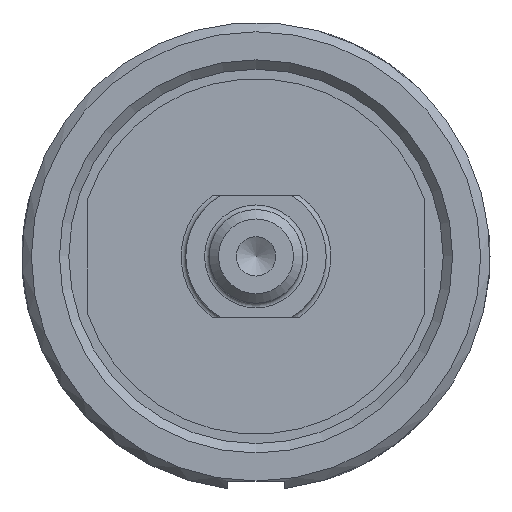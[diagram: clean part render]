
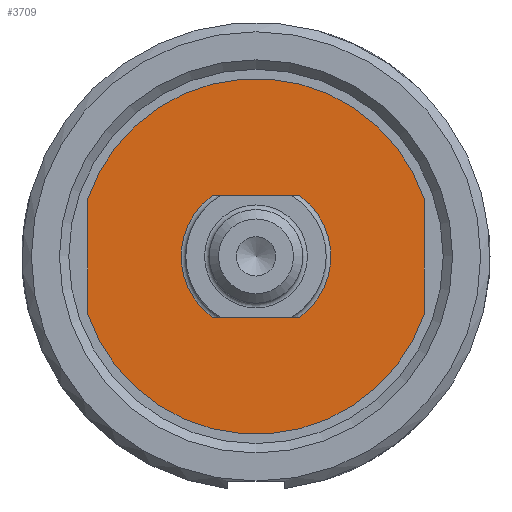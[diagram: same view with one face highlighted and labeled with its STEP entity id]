
A CAD part, left-side view. The second image highlights one B-rep face of the part: STEP entity #3709.
In plain terms, the highlighted planar face has unit normal (-1, 0, 0).
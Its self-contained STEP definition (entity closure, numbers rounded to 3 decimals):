
#196 = VECTOR ( 'NONE', #7154, 1000. ) ;
#213 = DIRECTION ( 'NONE',  ( 1., 0., 0. ) ) ;
#327 = CARTESIAN_POINT ( 'NONE',  ( -86., 4.664, 6.5 ) ) ;
#516 = CARTESIAN_POINT ( 'NONE',  ( -86., -10., -6.5 ) ) ;
#581 = DIRECTION ( 'NONE',  ( 0., 0., 1. ) ) ;
#657 = ORIENTED_EDGE ( 'NONE', *, *, #1300, .F. ) ;
#819 = CARTESIAN_POINT ( 'NONE',  ( -86., 0., 0. ) ) ;
#896 = DIRECTION ( 'NONE',  ( 0., -1., 0. ) ) ;
#964 = EDGE_LOOP ( 'NONE', ( #2249, #1267, #3058, #4348 ) ) ;
#1267 = ORIENTED_EDGE ( 'NONE', *, *, #4690, .F. ) ;
#1297 = ORIENTED_EDGE ( 'NONE', *, *, #1488, .T. ) ;
#1300 = EDGE_CURVE ( 'NONE', #3165, #1706, #7479, .T. ) ;
#1402 = LINE ( 'NONE', #2467, #196 ) ;
#1488 = EDGE_CURVE ( 'NONE', #3165, #2967, #3300, .T. ) ;
#1564 = DIRECTION ( 'NONE',  ( 1., 0., 0. ) ) ;
#1642 = CARTESIAN_POINT ( 'NONE',  ( -86., -10., 6.5 ) ) ;
#1706 = VERTEX_POINT ( 'NONE', #327 ) ;
#1923 = CARTESIAN_POINT ( 'NONE',  ( -86., -18., -6.083 ) ) ;
#1956 = AXIS2_PLACEMENT_3D ( 'NONE', #3166, #1564, #4427 ) ;
#2071 = VERTEX_POINT ( 'NONE', #7186 ) ;
#2249 = ORIENTED_EDGE ( 'NONE', *, *, #2972, .T. ) ;
#2261 = CARTESIAN_POINT ( 'NONE',  ( -86., -4.664, -6.5 ) ) ;
#2262 = DIRECTION ( 'NONE',  ( 1., 0., 0. ) ) ;
#2416 = CARTESIAN_POINT ( 'NONE',  ( -86., -18., 6.083 ) ) ;
#2467 = CARTESIAN_POINT ( 'NONE',  ( -86., 18., -10. ) ) ;
#2490 = AXIS2_PLACEMENT_3D ( 'NONE', #819, #2262, #2800 ) ;
#2650 = VERTEX_POINT ( 'NONE', #1923 ) ;
#2800 = DIRECTION ( 'NONE',  ( 0., 1., 0. ) ) ;
#2873 = LINE ( 'NONE', #5175, #4423 ) ;
#2967 = VERTEX_POINT ( 'NONE', #2261 ) ;
#2972 = EDGE_CURVE ( 'NONE', #2650, #6403, #2873, .T. ) ;
#3000 = AXIS2_PLACEMENT_3D ( 'NONE', #4386, #6120, #4999 ) ;
#3058 = ORIENTED_EDGE ( 'NONE', *, *, #5335, .F. ) ;
#3099 = CARTESIAN_POINT ( 'NONE',  ( -86., 18., -6.083 ) ) ;
#3113 = CIRCLE ( 'NONE', #3719, 8. ) ;
#3165 = VERTEX_POINT ( 'NONE', #5374 ) ;
#3166 = CARTESIAN_POINT ( 'NONE',  ( -86., 0., 0. ) ) ;
#3169 = CARTESIAN_POINT ( 'NONE',  ( -86., 7.5, 0. ) ) ;
#3300 = CIRCLE ( 'NONE', #1956, 8. ) ;
#3709 = ADVANCED_FACE ( 'NONE', ( #3820, #6816 ), #6279, .T. ) ;
#3719 = AXIS2_PLACEMENT_3D ( 'NONE', #5501, #213, #896 ) ;
#3721 = CIRCLE ( 'NONE', #2490, 19. ) ;
#3795 = VERTEX_POINT ( 'NONE', #3099 ) ;
#3820 = FACE_OUTER_BOUND ( 'NONE', #964, .T. ) ;
#3857 = ORIENTED_EDGE ( 'NONE', *, *, #6141, .T. ) ;
#3954 = LINE ( 'NONE', #516, #5195 ) ;
#4005 = VECTOR ( 'NONE', #4088, 1000. ) ;
#4088 = DIRECTION ( 'NONE',  ( 0., 1., 0. ) ) ;
#4348 = ORIENTED_EDGE ( 'NONE', *, *, #5437, .F. ) ;
#4386 = CARTESIAN_POINT ( 'NONE',  ( -86., 0., 0. ) ) ;
#4394 = DIRECTION ( 'NONE',  ( -1., 0., 0. ) ) ;
#4423 = VECTOR ( 'NONE', #581, 1000. ) ;
#4427 = DIRECTION ( 'NONE',  ( 0., -1., 0. ) ) ;
#4473 = CIRCLE ( 'NONE', #3000, 19. ) ;
#4690 = EDGE_CURVE ( 'NONE', #2071, #6403, #3721, .T. ) ;
#4699 = EDGE_LOOP ( 'NONE', ( #3857, #657, #1297, #5679 ) ) ;
#4864 = VERTEX_POINT ( 'NONE', #7013 ) ;
#4999 = DIRECTION ( 'NONE',  ( 0., 1., 0. ) ) ;
#5029 = DIRECTION ( 'NONE',  ( 0., 1., 0. ) ) ;
#5175 = CARTESIAN_POINT ( 'NONE',  ( -86., -18., -10. ) ) ;
#5195 = VECTOR ( 'NONE', #5029, 1000. ) ;
#5335 = EDGE_CURVE ( 'NONE', #3795, #2071, #1402, .T. ) ;
#5374 = CARTESIAN_POINT ( 'NONE',  ( -86., -4.664, 6.5 ) ) ;
#5437 = EDGE_CURVE ( 'NONE', #2650, #3795, #4473, .T. ) ;
#5501 = CARTESIAN_POINT ( 'NONE',  ( -86., 0., 0. ) ) ;
#5679 = ORIENTED_EDGE ( 'NONE', *, *, #6372, .T. ) ;
#6120 = DIRECTION ( 'NONE',  ( 1., 0., 0. ) ) ;
#6141 = EDGE_CURVE ( 'NONE', #4864, #1706, #3113, .T. ) ;
#6168 = DIRECTION ( 'NONE',  ( 0., -1., 0. ) ) ;
#6279 = PLANE ( 'NONE',  #6825 ) ;
#6372 = EDGE_CURVE ( 'NONE', #2967, #4864, #3954, .T. ) ;
#6403 = VERTEX_POINT ( 'NONE', #2416 ) ;
#6816 = FACE_BOUND ( 'NONE', #4699, .T. ) ;
#6825 = AXIS2_PLACEMENT_3D ( 'NONE', #3169, #4394, #6168 ) ;
#7013 = CARTESIAN_POINT ( 'NONE',  ( -86., 4.664, -6.5 ) ) ;
#7154 = DIRECTION ( 'NONE',  ( 0., 0., 1. ) ) ;
#7186 = CARTESIAN_POINT ( 'NONE',  ( -86., 18., 6.083 ) ) ;
#7479 = LINE ( 'NONE', #1642, #4005 ) ;
